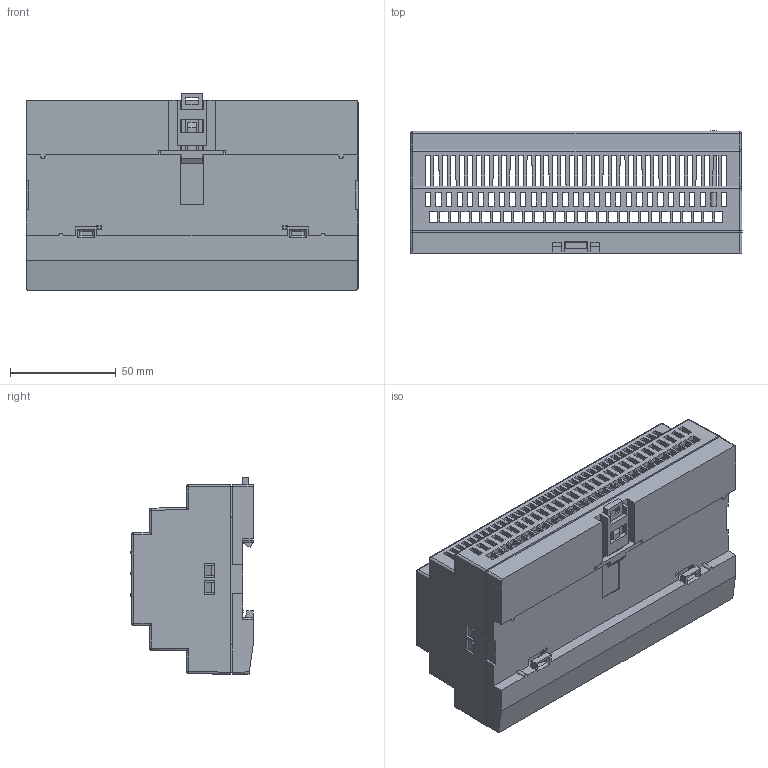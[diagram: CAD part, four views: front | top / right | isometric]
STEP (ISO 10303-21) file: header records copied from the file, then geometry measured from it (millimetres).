
FILE_DESCRIPTION(('STEP AP203'), '1');
FILE_NAME('Êîðïóñ Ä9', '', ('UNSPECIFIED'), ('UNSPECIFIED'), 'C3D Converter', 'C3D Toolkit', '');
FILE_SCHEMA(('CONFIG_CONTROL_DESIGN'));
Length unit declared in the file: millimetre
Products named in the file (5): КУВФ.755755.420.155
Assembly tree (6 placements, depth 2):
  (unnamed)
    (unnamed)
    (unnamed)
    (unnamed)
    КУВФ.755755.420.155  x3
Bounding box: 157 x 57.89 x 93 mm (x, y, z)
Volume: 101028.7 mm3; surface area: 117752.6 mm2
Topology: 6 solids, 6 shells, 1262 faces, 4075 edges, 2680 vertices
Faces by surface type: plane 1110, cylinder 112, cone 20, sphere 12, torus 8
Full cylindrical faces by diameter (mm): 2.6 x3, 3.8 x3, 4 x56
Entity records: 43880 total; most frequent: CARTESIAN_POINT 7906, ORIENTED_EDGE 7792, DIRECTION 6565, EDGE_CURVE 3896, LINE 3629, VECTOR 3629, VERTEX_POINT 2621, EDGE_LOOP 1691
